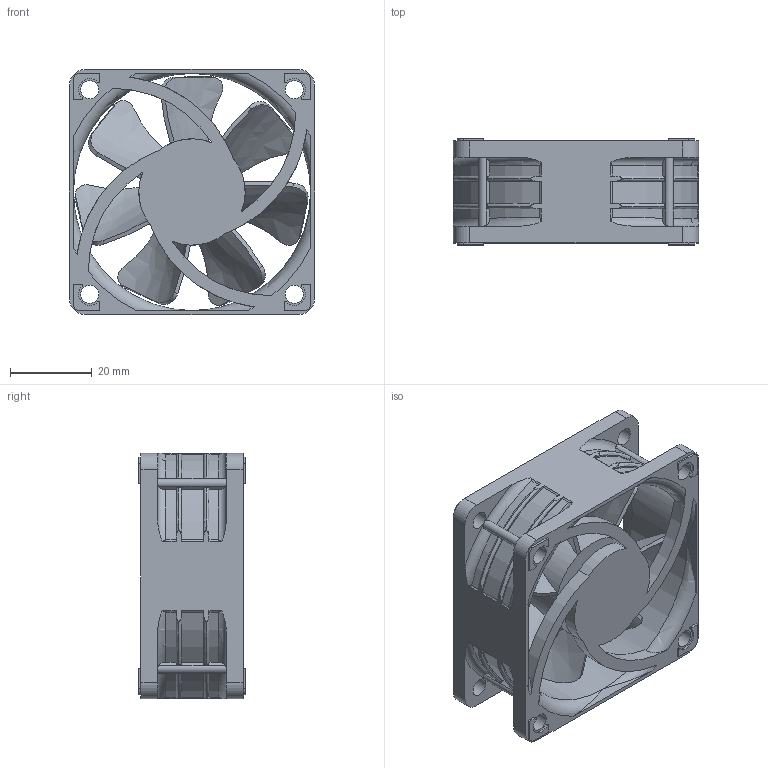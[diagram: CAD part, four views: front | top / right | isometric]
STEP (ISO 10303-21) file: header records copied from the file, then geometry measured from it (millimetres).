
FILE_DESCRIPTION(/* description */ (''),/* implementation_level */ '2;1');
FILE_NAME(/* name */ 'NF A6x25.step',/* time_stamp */ '2020-01-25T12:04:22+09:00',/* author */ (''),/* organization */ (''),/* preprocessor_version */ 'ST-DEVELOPER v18',/* originating_system */ 'Autodesk Translation Framework v8.12.0.6',/* authorisation */ '');
FILE_SCHEMA (('AUTOMOTIVE_DESIGN { 1 0 10303 214 3 1 1 }'));
Length unit declared in the file: millimetre
Products named in the file (4): fan v2; Component1; Component2; Component3
Assembly tree (3 placements, depth 2):
  fan v2
    Component1
    Component2
    Component3
Bounding box: 60 x 26 x 60 mm (x, y, z)
Volume: 26553.1 mm3; surface area: 22717.3 mm2
Topology: 10 solids, 10 shells, 343 faces, 999 edges, 673 vertices
Faces by surface type: cylinder 120, plane 113, torus 61, bspline 49
Full cylindrical faces by diameter (mm): 4.4 x8, 58 x1
Entity records: 15173 total; most frequent: CARTESIAN_POINT 5953, ORIENTED_EDGE 1998, DIRECTION 1703, EDGE_CURVE 999, AXIS2_PLACEMENT_3D 679, VERTEX_POINT 673, EDGE_LOOP 364, CIRCLE 355
